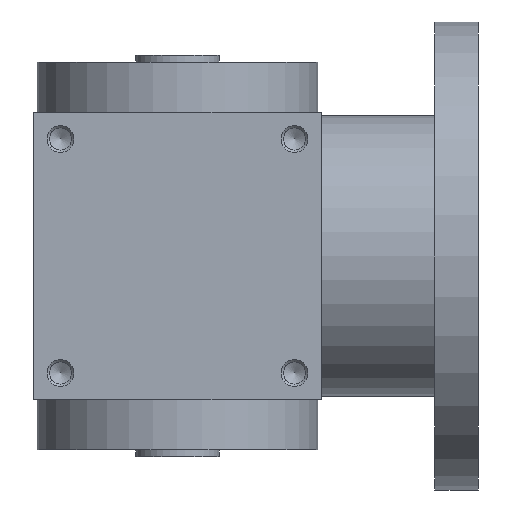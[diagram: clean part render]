
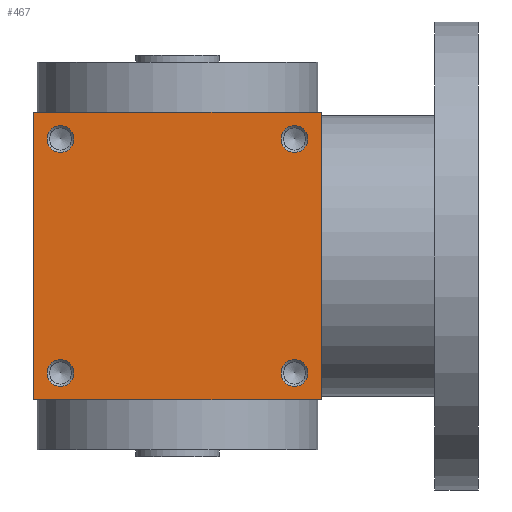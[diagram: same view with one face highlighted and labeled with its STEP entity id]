
A CAD part, front view. The second image highlights one B-rep face of the part: STEP entity #467.
In plain terms, the highlighted planar face has unit normal (0, -1, 0).
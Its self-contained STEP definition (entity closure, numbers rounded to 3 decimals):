
#467 = ADVANCED_FACE( '', ( #1177, #1178, #1179, #1180, #1181 ), #1182, .F. );
#1177 = FACE_BOUND( '', #2273, .T. );
#1178 = FACE_BOUND( '', #2274, .T. );
#1179 = FACE_BOUND( '', #2275, .T. );
#1180 = FACE_BOUND( '', #2276, .T. );
#1181 = FACE_OUTER_BOUND( '', #2277, .T. );
#1182 = PLANE( '', #2278 );
#2273 = EDGE_LOOP( '', ( #3584 ) );
#2274 = EDGE_LOOP( '', ( #3585 ) );
#2275 = EDGE_LOOP( '', ( #3586 ) );
#2276 = EDGE_LOOP( '', ( #3587 ) );
#2277 = EDGE_LOOP( '', ( #3588, #3589, #3590, #3591 ) );
#2278 = AXIS2_PLACEMENT_3D( '', #3592, #3593, #3594 );
#3584 = ORIENTED_EDGE( '', *, *, #5829, .T. );
#3585 = ORIENTED_EDGE( '', *, *, #5830, .T. );
#3586 = ORIENTED_EDGE( '', *, *, #5831, .F. );
#3587 = ORIENTED_EDGE( '', *, *, #5832, .F. );
#3588 = ORIENTED_EDGE( '', *, *, #5833, .T. );
#3589 = ORIENTED_EDGE( '', *, *, #5834, .F. );
#3590 = ORIENTED_EDGE( '', *, *, #5737, .F. );
#3591 = ORIENTED_EDGE( '', *, *, #5648, .T. );
#3592 = CARTESIAN_POINT( '', ( -43., -43., 43. ) );
#3593 = DIRECTION( '', ( 0., 1., 0. ) );
#3594 = DIRECTION( '', ( 0., 0., 1. ) );
#5648 = EDGE_CURVE( '', #6618, #6616, #6619, .T. );
#5737 = EDGE_CURVE( '', #6618, #6766, #6767, .T. );
#5829 = EDGE_CURVE( '', #6921, #6921, #6922, .T. );
#5830 = EDGE_CURVE( '', #6923, #6923, #6924, .T. );
#5831 = EDGE_CURVE( '', #6925, #6925, #6926, .T. );
#5832 = EDGE_CURVE( '', #6927, #6927, #6928, .T. );
#5833 = EDGE_CURVE( '', #6616, #6929, #6930, .T. );
#5834 = EDGE_CURVE( '', #6766, #6929, #6931, .T. );
#6616 = VERTEX_POINT( '', #7993 );
#6618 = VERTEX_POINT( '', #7996 );
#6619 = LINE( '', #7997, #7998 );
#6766 = VERTEX_POINT( '', #8181 );
#6767 = LINE( '', #8182, #8183 );
#6921 = VERTEX_POINT( '', #8380 );
#6922 = CIRCLE( '', #8381, 4. );
#6923 = VERTEX_POINT( '', #8382 );
#6924 = CIRCLE( '', #8383, 4. );
#6925 = VERTEX_POINT( '', #8384 );
#6926 = CIRCLE( '', #8385, 4. );
#6927 = VERTEX_POINT( '', #8386 );
#6928 = CIRCLE( '', #8387, 4. );
#6929 = VERTEX_POINT( '', #8388 );
#6930 = LINE( '', #8389, #8390 );
#6931 = LINE( '', #8391, #8392 );
#7993 = CARTESIAN_POINT( '', ( -43., -43., -43. ) );
#7996 = CARTESIAN_POINT( '', ( -43., -43., 43. ) );
#7997 = CARTESIAN_POINT( '', ( -43., -43., 43. ) );
#7998 = VECTOR( '', #9647, 1000. );
#8181 = CARTESIAN_POINT( '', ( 43., -43., 43. ) );
#8182 = CARTESIAN_POINT( '', ( -43., -43., 43. ) );
#8183 = VECTOR( '', #9774, 1000. );
#8380 = CARTESIAN_POINT( '', ( -35., -43., -31. ) );
#8381 = AXIS2_PLACEMENT_3D( '', #9899, #9900, #9901 );
#8382 = CARTESIAN_POINT( '', ( -35., -43., 39. ) );
#8383 = AXIS2_PLACEMENT_3D( '', #9902, #9903, #9904 );
#8384 = CARTESIAN_POINT( '', ( 35., -43., -39. ) );
#8385 = AXIS2_PLACEMENT_3D( '', #9905, #9906, #9907 );
#8386 = CARTESIAN_POINT( '', ( 35., -43., 31. ) );
#8387 = AXIS2_PLACEMENT_3D( '', #9908, #9909, #9910 );
#8388 = CARTESIAN_POINT( '', ( 43., -43., -43. ) );
#8389 = CARTESIAN_POINT( '', ( -43., -43., -43. ) );
#8390 = VECTOR( '', #9911, 1000. );
#8391 = CARTESIAN_POINT( '', ( 43., -43., 43. ) );
#8392 = VECTOR( '', #9912, 1000. );
#9647 = DIRECTION( '', ( 0., 0., -1. ) );
#9774 = DIRECTION( '', ( 1., 0., 0. ) );
#9899 = CARTESIAN_POINT( '', ( -35., -43., -35. ) );
#9900 = DIRECTION( '', ( 0., 1., 0. ) );
#9901 = DIRECTION( '', ( 0., 0., 1. ) );
#9902 = CARTESIAN_POINT( '', ( -35., -43., 35. ) );
#9903 = DIRECTION( '', ( 0., 1., 0. ) );
#9904 = DIRECTION( '', ( 0., 0., 1. ) );
#9905 = CARTESIAN_POINT( '', ( 35., -43., -35. ) );
#9906 = DIRECTION( '', ( 0., -1., 0. ) );
#9907 = DIRECTION( '', ( 0., 0., -1. ) );
#9908 = CARTESIAN_POINT( '', ( 35., -43., 35. ) );
#9909 = DIRECTION( '', ( 0., -1., 0. ) );
#9910 = DIRECTION( '', ( 0., 0., -1. ) );
#9911 = DIRECTION( '', ( 1., 0., 0. ) );
#9912 = DIRECTION( '', ( 0., 0., -1. ) );
